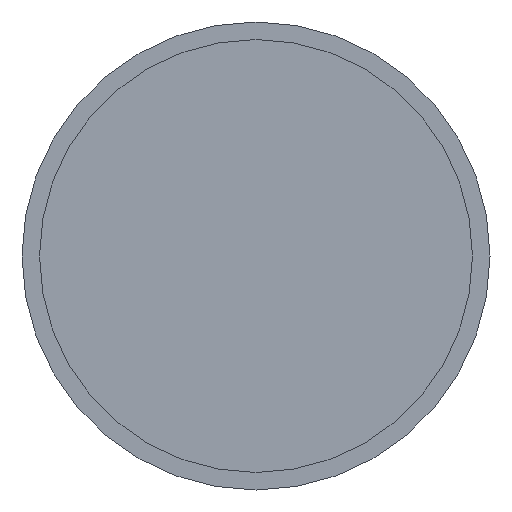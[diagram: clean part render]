
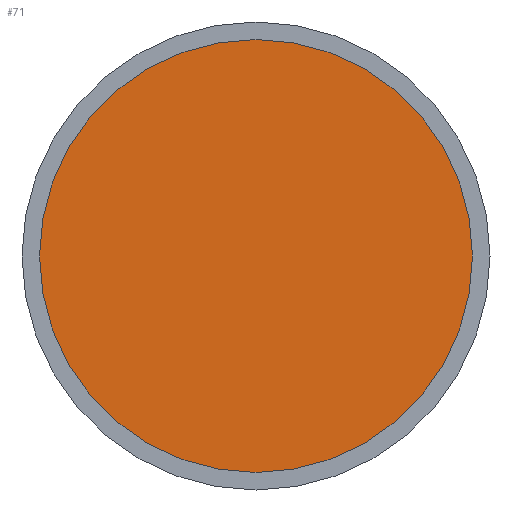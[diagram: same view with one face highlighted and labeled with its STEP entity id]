
A CAD part, front view. The second image highlights one B-rep face of the part: STEP entity #71.
In plain terms, the highlighted planar face has unit normal (0, -1, 0).
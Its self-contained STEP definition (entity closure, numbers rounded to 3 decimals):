
#71 = ADVANCED_FACE( '', ( #152 ), #153, .F. );
#152 = FACE_OUTER_BOUND( '', #235, .T. );
#153 = PLANE( '', #236 );
#235 = EDGE_LOOP( '', ( #382 ) );
#236 = AXIS2_PLACEMENT_3D( '', #383, #384, #385 );
#382 = ORIENTED_EDGE( '', *, *, #442, .T. );
#383 = CARTESIAN_POINT( '', ( 46.25, 3., 0. ) );
#384 = DIRECTION( '', ( 0., 1., 0. ) );
#385 = DIRECTION( '', ( 0., 0., 1. ) );
#442 = EDGE_CURVE( '', #495, #495, #496, .T. );
#495 = VERTEX_POINT( '', #568 );
#496 = CIRCLE( '', #569, 46.25 );
#568 = CARTESIAN_POINT( '', ( 0., 3., -46.25 ) );
#569 = AXIS2_PLACEMENT_3D( '', #651, #652, #653 );
#651 = CARTESIAN_POINT( '', ( 0., 3., 0. ) );
#652 = DIRECTION( '', ( 0., -1., 0. ) );
#653 = DIRECTION( '', ( 0., 0., -1. ) );
